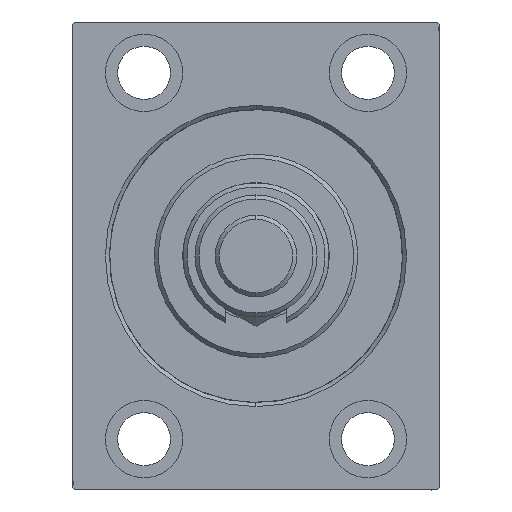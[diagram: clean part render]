
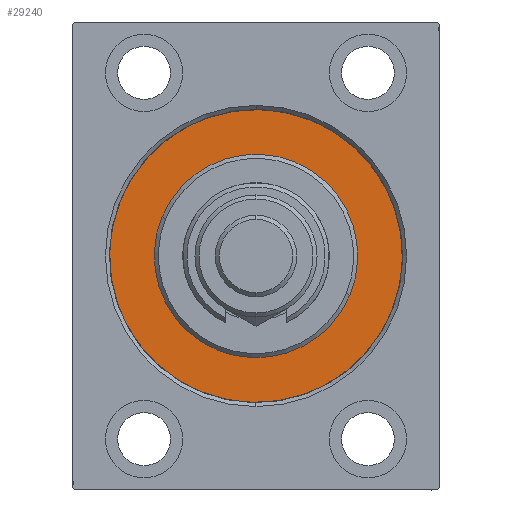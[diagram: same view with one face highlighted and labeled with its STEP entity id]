
A CAD part, left-side view. The second image highlights one B-rep face of the part: STEP entity #29240.
In plain terms, the highlighted face is planar.
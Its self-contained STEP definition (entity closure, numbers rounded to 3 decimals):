
#2215 = CIRCLE ( 'NONE', #42890, 25. ) ;
#3564 = EDGE_CURVE ( 'NONE', #3772, #45583, #23459, .T. ) ;
#3772 = VERTEX_POINT ( 'NONE', #29089 ) ;
#5098 = ORIENTED_EDGE ( 'NONE', *, *, #21735, .F. ) ;
#5457 = VERTEX_POINT ( 'NONE', #8239 ) ;
#5766 = CARTESIAN_POINT ( 'NONE',  ( 0., 0., 0. ) ) ;
#5871 = EDGE_LOOP ( 'NONE', ( #33248, #5098 ) ) ;
#6812 = DIRECTION ( 'NONE',  ( 1., 0., 0. ) ) ;
#7135 = CARTESIAN_POINT ( 'NONE',  ( 0., 0., 0. ) ) ;
#7357 = CARTESIAN_POINT ( 'NONE',  ( 0., 0., -25. ) ) ;
#7610 = CIRCLE ( 'NONE', #13660, 36. ) ;
#8239 = CARTESIAN_POINT ( 'NONE',  ( 0., 0., 25. ) ) ;
#8458 = CARTESIAN_POINT ( 'NONE',  ( 0., 0., 0. ) ) ;
#8712 = ORIENTED_EDGE ( 'NONE', *, *, #3564, .F. ) ;
#13660 = AXIS2_PLACEMENT_3D ( 'NONE', #5766, #23463, #26769 ) ;
#13891 = DIRECTION ( 'NONE',  ( 0., 0., -1. ) ) ;
#15625 = VERTEX_POINT ( 'NONE', #7357 ) ;
#15741 = AXIS2_PLACEMENT_3D ( 'NONE', #33409, #44240, #22535 ) ;
#15914 = AXIS2_PLACEMENT_3D ( 'NONE', #8458, #32999, #22850 ) ;
#21526 = DIRECTION ( 'NONE',  ( -1., 0., 0. ) ) ;
#21735 = EDGE_CURVE ( 'NONE', #15625, #5457, #30786, .T. ) ;
#22420 = CARTESIAN_POINT ( 'NONE',  ( 0., 0., -36. ) ) ;
#22535 = DIRECTION ( 'NONE',  ( 0., 0., -1. ) ) ;
#22708 = EDGE_CURVE ( 'NONE', #5457, #15625, #2215, .T. ) ;
#22850 = DIRECTION ( 'NONE',  ( 0., 0., 1. ) ) ;
#23459 = CIRCLE ( 'NONE', #15914, 36. ) ;
#23463 = DIRECTION ( 'NONE',  ( -1., 0., 0. ) ) ;
#26769 = DIRECTION ( 'NONE',  ( 0., 0., 1. ) ) ;
#29089 = CARTESIAN_POINT ( 'NONE',  ( 0., 0., 36. ) ) ;
#29240 = ADVANCED_FACE ( 'NONE', ( #39682, #35687 ), #39913, .F. ) ;
#29589 = ORIENTED_EDGE ( 'NONE', *, *, #31274, .F. ) ;
#30786 = CIRCLE ( 'NONE', #15741, 25. ) ;
#31274 = EDGE_CURVE ( 'NONE', #45583, #3772, #7610, .T. ) ;
#32999 = DIRECTION ( 'NONE',  ( -1., 0., 0. ) ) ;
#33248 = ORIENTED_EDGE ( 'NONE', *, *, #22708, .F. ) ;
#33409 = CARTESIAN_POINT ( 'NONE',  ( 0., 0., 0. ) ) ;
#35687 = FACE_OUTER_BOUND ( 'NONE', #37127, .T. ) ;
#36211 = AXIS2_PLACEMENT_3D ( 'NONE', #7135, #21526, #39226 ) ;
#37127 = EDGE_LOOP ( 'NONE', ( #29589, #8712 ) ) ;
#39226 = DIRECTION ( 'NONE',  ( 0., 0., 1. ) ) ;
#39682 = FACE_BOUND ( 'NONE', #5871, .T. ) ;
#39913 = PLANE ( 'NONE',  #36211 ) ;
#42890 = AXIS2_PLACEMENT_3D ( 'NONE', #46210, #6812, #13891 ) ;
#44240 = DIRECTION ( 'NONE',  ( 1., 0., 0. ) ) ;
#45583 = VERTEX_POINT ( 'NONE', #22420 ) ;
#46210 = CARTESIAN_POINT ( 'NONE',  ( 0., 0., 0. ) ) ;
